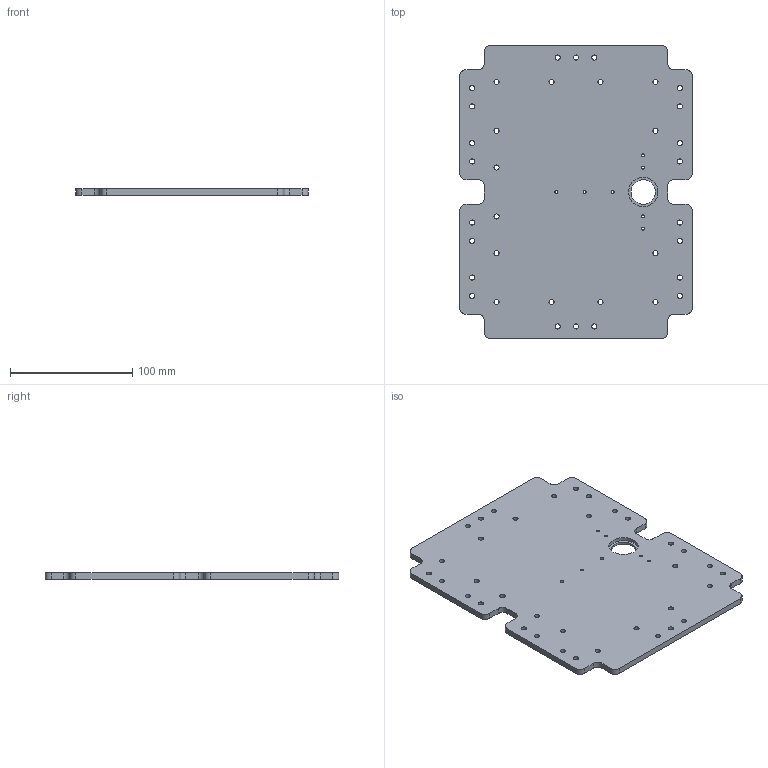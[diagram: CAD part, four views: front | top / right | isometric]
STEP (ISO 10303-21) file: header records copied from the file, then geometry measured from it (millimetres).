
FILE_DESCRIPTION(/* description */ (''),/* implementation_level */ '2;1');
FILE_NAME(/* name */ 'Door - Handle plate.step',/* time_stamp */ '2020-09-11T16:34:27+02:00',/* author */ (''),/* organization */ (''),/* preprocessor_version */ 'ST-DEVELOPER v18.1',/* originating_system */ 'Autodesk Translation Framework v9.3.0.1241',/* authorisation */ '');
FILE_SCHEMA (('AUTOMOTIVE_DESIGN { 1 0 10303 214 3 1 1 }'));
Length unit declared in the file: millimetre
Products named in the file (1): Handle plate
Bounding box: 190 x 240 x 5 mm (x, y, z)
Volume: 211241.6 mm3; surface area: 92149.7 mm2
Topology: 1 solids, 1 shells, 88 faces, 255 edges, 170 vertices
Faces by surface type: cylinder 65, plane 23
Full cylindrical faces by diameter (mm): 2.5 x7, 4.2 x36, 20 x1, 24 x1
Entity records: 3178 total; most frequent: DIRECTION 563, CARTESIAN_POINT 514, ORIENTED_EDGE 510, EDGE_CURVE 255, AXIS2_PLACEMENT_3D 219, EDGE_LOOP 177, VERTEX_POINT 170, CIRCLE 130
